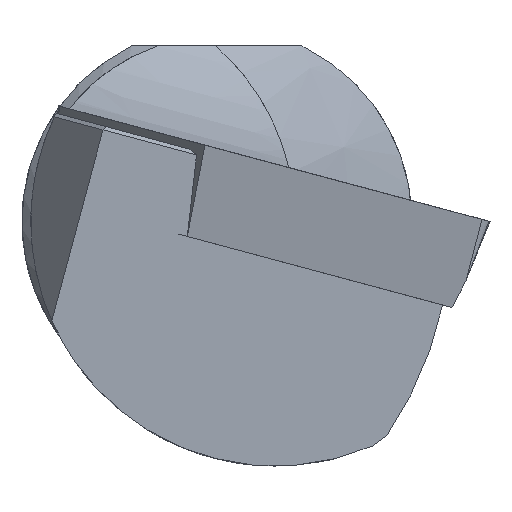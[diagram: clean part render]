
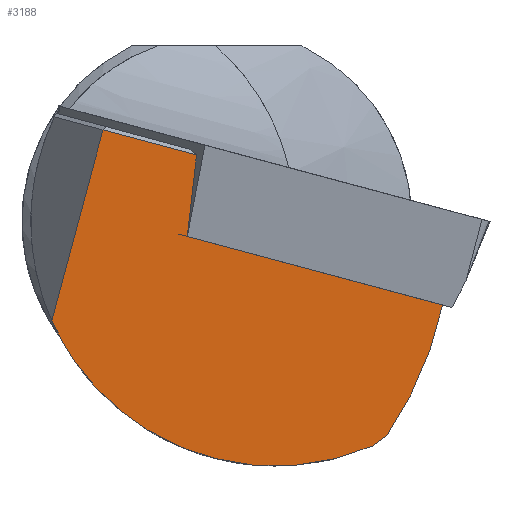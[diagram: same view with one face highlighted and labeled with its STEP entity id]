
A CAD part, left-side view. The second image highlights one B-rep face of the part: STEP entity #3188.
In plain terms, the highlighted planar face has unit normal (-0.998, 0.059, 0.016).
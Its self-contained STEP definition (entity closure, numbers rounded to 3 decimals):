
#3087=CARTESIAN_POINT('',(0.068,-0.971,-9.756));
#3088=DIRECTION('',(0.998,-0.059,-0.016));
#3089=DIRECTION('',(0.059,0.998,0.0));
#3090=AXIS2_PLACEMENT_3D('',#3087,#3088,#3089);
#3091=PLANE('',#3090);
#3092=CARTESIAN_POINT('',(0.752,7.523,1.705));
#3093=VERTEX_POINT('',#3092);
#3094=CARTESIAN_POINT('',(0.733,7.76,-0.385));
#3095=VERTEX_POINT('',#3094);
#3096=CARTESIAN_POINT('',(0.76,7.417,2.631));
#3097=DIRECTION('',(-0.009,0.113,-0.994));
#3098=VECTOR('',#3097,1.);
#3099=LINE('',#3096,#3098);
#3100=EDGE_CURVE('',#3093,#3095,#3099,.T.);
#3101=ORIENTED_EDGE('',*,*,#3100,.F.);
#3102=CARTESIAN_POINT('',(0.752,7.523,1.705));
#3103=VERTEX_POINT('',#3102);
#3104=CARTESIAN_POINT('',(0.903,9.92,2.347));
#3105=VERTEX_POINT('',#3104);
#3106=CARTESIAN_POINT('',(0.896,9.802,2.316));
#3107=DIRECTION('',(0.061,0.964,0.258));
#3108=VECTOR('',#3107,1.);
#3109=LINE('',#3106,#3108);
#3110=EDGE_CURVE('',#3103,#3105,#3109,.T.);
#3111=ORIENTED_EDGE('',*,*,#3110,.T.);
#3112=CARTESIAN_POINT('',(0.903,11.231,-2.544));
#3113=VERTEX_POINT('',#3112);
#3114=CARTESIAN_POINT('',(0.903,9.92,2.347));
#3115=VERTEX_POINT('',#3114);
#3116=CARTESIAN_POINT('',(0.903,12.216,-6.222));
#3117=DIRECTION('',(0.0,-0.259,0.966));
#3118=VECTOR('',#3117,1.0);
#3119=LINE('',#3116,#3118);
#3120=EDGE_CURVE('',#3113,#3115,#3119,.T.);
#3121=ORIENTED_EDGE('',*,*,#3120,.F.);
#3122=CARTESIAN_POINT('',(0.903,11.231,-2.544));
#3123=VERTEX_POINT('',#3122);
#3124=CARTESIAN_POINT('',(0.367,3.021,-5.759));
#3125=VERTEX_POINT('',#3124);
#3126=CARTESIAN_POINT('',(0.367,3.021,-5.759));
#3127=CARTESIAN_POINT('',(0.542,6.364,-7.198));
#3128=CARTESIAN_POINT('',(0.763,9.754,-5.871));
#3129=CARTESIAN_POINT('',(0.903,11.231,-2.544));
#3137=(BOUNDED_CURVE()B_SPLINE_CURVE(3,(#3126,#3127,#3128,#3129),.UNSPECIFIED.,.F.,.U.)CURVE()GEOMETRIC_REPRESENTATION_ITEM()QUASI_UNIFORM_CURVE()RATIONAL_B_SPLINE_CURVE((1.0,0.807,0.807,1.0))REPRESENTATION_ITEM(''));
#3138=EDGE_CURVE('',#3123,#3125,#3137,.F.);
#3139=ORIENTED_EDGE('',*,*,#3138,.T.);
#3140=CARTESIAN_POINT('',(0.349,2.63,-5.468));
#3141=VERTEX_POINT('',#3140);
#3142=CARTESIAN_POINT('',(0.367,3.021,-5.759));
#3143=VERTEX_POINT('',#3142);
#3144=CARTESIAN_POINT('',(0.349,2.63,-5.468));
#3145=CARTESIAN_POINT('',(0.355,2.757,-5.57));
#3146=CARTESIAN_POINT('',(0.361,2.887,-5.667));
#3147=CARTESIAN_POINT('',(0.367,3.021,-5.759));
#3155=(BOUNDED_CURVE()B_SPLINE_CURVE(3,(#3144,#3145,#3146,#3147),.UNSPECIFIED.,.F.,.U.)CURVE()GEOMETRIC_REPRESENTATION_ITEM()QUASI_UNIFORM_CURVE()RATIONAL_B_SPLINE_CURVE((1.0,1.,1.,1.0))REPRESENTATION_ITEM(''));
#3156=EDGE_CURVE('',#3141,#3143,#3155,.T.);
#3157=ORIENTED_EDGE('',*,*,#3156,.F.);
#3158=CARTESIAN_POINT('',(0.318,1.214,-2.139));
#3159=VERTEX_POINT('',#3158);
#3160=CARTESIAN_POINT('',(0.349,2.63,-5.468));
#3161=VERTEX_POINT('',#3160);
#3162=CARTESIAN_POINT('',(0.318,1.214,-2.139));
#3163=CARTESIAN_POINT('',(0.314,1.473,-3.331));
#3164=CARTESIAN_POINT('',(0.325,1.95,-4.454));
#3165=CARTESIAN_POINT('',(0.349,2.63,-5.468));
#3173=(BOUNDED_CURVE()B_SPLINE_CURVE(3,(#3162,#3163,#3164,#3165),.UNSPECIFIED.,.F.,.U.)CURVE()GEOMETRIC_REPRESENTATION_ITEM()QUASI_UNIFORM_CURVE()RATIONAL_B_SPLINE_CURVE((1.0,0.988,0.988,1.0))REPRESENTATION_ITEM(''));
#3174=EDGE_CURVE('',#3159,#3161,#3173,.T.);
#3175=ORIENTED_EDGE('',*,*,#3174,.F.);
#3176=CARTESIAN_POINT('',(0.318,1.214,-2.139));
#3177=VERTEX_POINT('',#3176);
#3178=CARTESIAN_POINT('',(0.733,7.76,-0.385));
#3179=VERTEX_POINT('',#3178);
#3180=CARTESIAN_POINT('',(0.269,0.433,-2.348));
#3181=DIRECTION('',(-0.061,-0.964,-0.258));
#3182=VECTOR('',#3181,1.);
#3183=LINE('',#3180,#3182);
#3184=EDGE_CURVE('',#3177,#3179,#3183,.F.);
#3185=ORIENTED_EDGE('',*,*,#3184,.T.);
#3186=EDGE_LOOP('',(#3101,#3111,#3121,#3139,#3157,#3175,#3185));
#3187=FACE_OUTER_BOUND('',#3186,.T.);
#3188=ADVANCED_FACE('',(#3187),#3091,.F.);
